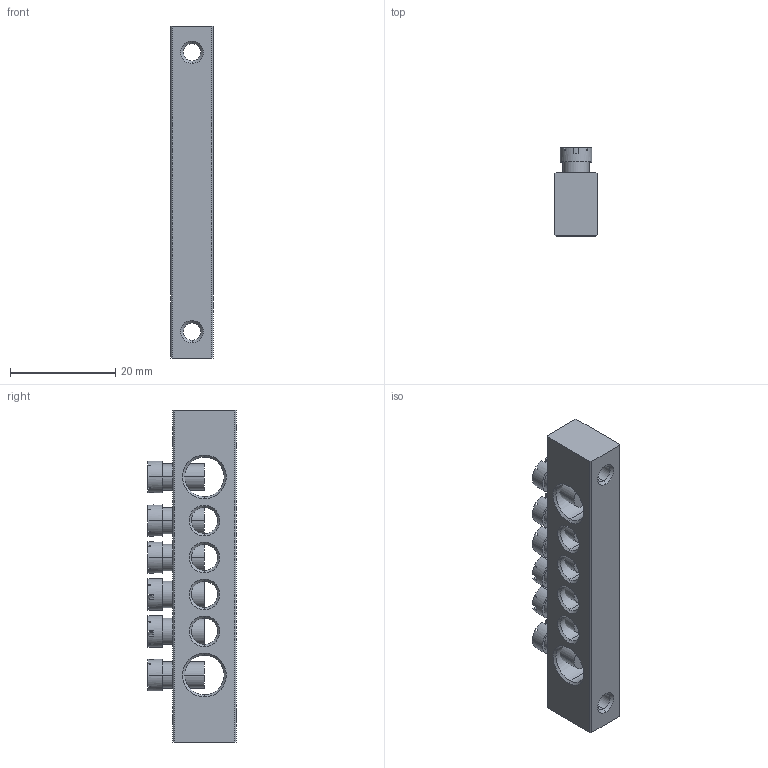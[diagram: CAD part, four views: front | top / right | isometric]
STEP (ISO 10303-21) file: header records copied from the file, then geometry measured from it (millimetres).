
FILE_DESCRIPTION (( 'STEP AP214' ), '1' );
FILE_NAME ('YNN21-06-100 Øèíà PEN çåìëÿ-íîëü 8õ12ìì 6_2 (6ãðóïïû_êðåï ïî êðàÿì) ÈÝÊ.STEP', '2016-08-24T13:33:28', ( 'user' ), ( '' ), 'SwSTEP 2.0', 'SolidWorks 2014', '' );
FILE_SCHEMA (( 'AUTOMOTIVE_DESIGN' ));
Length unit declared in the file: millimetre
Products named in the file (3): YNN21-06-100 Øèíà PEN çåìëÿ-íîëü 8õ12ìì 6_2 (6ãðóïïû_êðåï ïî êðàÿì) ÈÝÊ; Øèíà ÂõÍ n-2_8å12 6-2; Âèíò_Œ5
Assembly tree (7 placements, depth 2):
  YNN21-06-100 Øèíà PEN çåìëÿ-íîëü 8õ12ìì 6_2 (6ãðóïïû_êðåï ïî êðàÿì) ÈÝÊ
    Øèíà ÂõÍ n-2_8å12 6-2
    Âèíò_Œ5  x6
Bounding box: 8 x 16.7 x 63 mm (x, y, z)
Volume: 5502.6 mm3; surface area: 4952.7 mm2
Topology: 7 solids, 7 shells, 318 faces, 836 edges, 538 vertices
Faces by surface type: plane 214, cone 52, cylinder 52
Entity records: 4292 total; most frequent: CARTESIAN_POINT 1047, DIRECTION 640, ORIENTED_EDGE 588, EDGE_CURVE 294, AXIS2_PLACEMENT_3D 248, VERTEX_POINT 183, EDGE_LOOP 149, VECTOR 144
